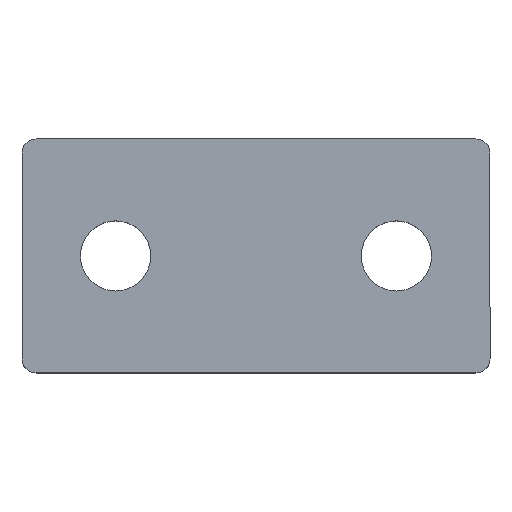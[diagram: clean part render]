
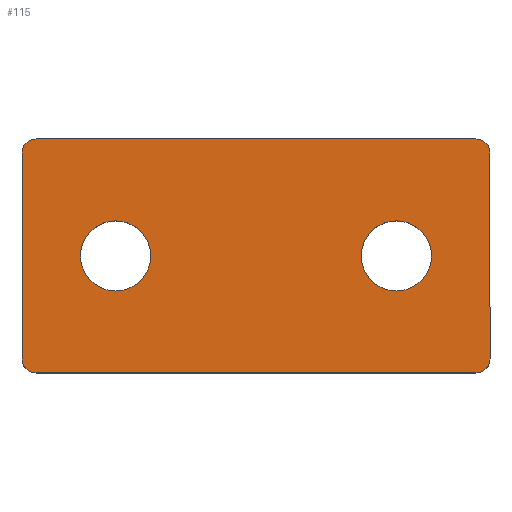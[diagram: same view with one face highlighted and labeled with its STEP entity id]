
A CAD part, top view. The second image highlights one B-rep face of the part: STEP entity #115.
In plain terms, the highlighted planar face has unit normal (0, 0, 1).
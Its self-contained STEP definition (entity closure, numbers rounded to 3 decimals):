
#2 = ORIENTED_EDGE ( 'NONE', *, *, #213, .F. ) ;
#6 = CARTESIAN_POINT ( 'NONE',  ( -30., 0., 3. ) ) ;
#8 = AXIS2_PLACEMENT_3D ( 'NONE', #6, #492, #325 ) ;
#10 = CARTESIAN_POINT ( 'NONE',  ( -47., 22., 3. ) ) ;
#11 = DIRECTION ( 'NONE',  ( 0., 0., 1. ) ) ;
#12 = CARTESIAN_POINT ( 'NONE',  ( 30., 0., 3. ) ) ;
#15 = CARTESIAN_POINT ( 'NONE',  ( 22.5, 0., 3. ) ) ;
#21 = VERTEX_POINT ( 'NONE', #116 ) ;
#23 = ORIENTED_EDGE ( 'NONE', *, *, #467, .T. ) ;
#24 = CIRCLE ( 'NONE', #8, 7.5 ) ;
#30 = DIRECTION ( 'NONE',  ( 1., 0., 0. ) ) ;
#34 = VECTOR ( 'NONE', #466, 1000. ) ;
#39 = CIRCLE ( 'NONE', #147, 3. ) ;
#40 = EDGE_CURVE ( 'NONE', #385, #449, #192, .T. ) ;
#56 = VERTEX_POINT ( 'NONE', #395 ) ;
#57 = CARTESIAN_POINT ( 'NONE',  ( -22.5, 0., 3. ) ) ;
#59 = VERTEX_POINT ( 'NONE', #276 ) ;
#68 = EDGE_CURVE ( 'NONE', #472, #187, #71, .T. ) ;
#71 = LINE ( 'NONE', #402, #494 ) ;
#76 = AXIS2_PLACEMENT_3D ( 'NONE', #218, #84, #460 ) ;
#79 = CARTESIAN_POINT ( 'NONE',  ( -37.5, 0., 3. ) ) ;
#80 = LINE ( 'NONE', #369, #454 ) ;
#83 = AXIS2_PLACEMENT_3D ( 'NONE', #160, #443, #359 ) ;
#84 = DIRECTION ( 'NONE',  ( 0., 0., -1. ) ) ;
#85 = DIRECTION ( 'NONE',  ( 0., 0., 1. ) ) ;
#86 = EDGE_CURVE ( 'NONE', #56, #21, #39, .T. ) ;
#96 = EDGE_CURVE ( 'NONE', #385, #21, #80, .T. ) ;
#109 = EDGE_CURVE ( 'NONE', #391, #472, #473, .T. ) ;
#110 = DIRECTION ( 'NONE',  ( 0., 0., 1. ) ) ;
#115 = ADVANCED_FACE ( 'NONE', ( #412, #462, #333 ), #170, .F. ) ;
#116 = CARTESIAN_POINT ( 'NONE',  ( 50., -22., 3. ) ) ;
#120 = CARTESIAN_POINT ( 'NONE',  ( -47., 25., 3. ) ) ;
#122 = CARTESIAN_POINT ( 'NONE',  ( 50., 22., 3. ) ) ;
#127 = CARTESIAN_POINT ( 'NONE',  ( -50., -22., 3. ) ) ;
#130 = EDGE_CURVE ( 'NONE', #138, #59, #259, .T. ) ;
#132 = CARTESIAN_POINT ( 'NONE',  ( 50., 25., 3. ) ) ;
#138 = VERTEX_POINT ( 'NONE', #15 ) ;
#144 = ORIENTED_EDGE ( 'NONE', *, *, #68, .T. ) ;
#147 = AXIS2_PLACEMENT_3D ( 'NONE', #239, #404, #451 ) ;
#160 = CARTESIAN_POINT ( 'NONE',  ( -47., -22., 3. ) ) ;
#163 = AXIS2_PLACEMENT_3D ( 'NONE', #12, #85, #166 ) ;
#166 = DIRECTION ( 'NONE',  ( 1., 0., 0. ) ) ;
#170 = PLANE ( 'NONE',  #76 ) ;
#172 = LINE ( 'NONE', #499, #34 ) ;
#175 = VECTOR ( 'NONE', #258, 1000. ) ;
#178 = VERTEX_POINT ( 'NONE', #254 ) ;
#183 = CIRCLE ( 'NONE', #238, 7.5 ) ;
#184 = EDGE_LOOP ( 'NONE', ( #280, #519 ) ) ;
#187 = VERTEX_POINT ( 'NONE', #127 ) ;
#188 = DIRECTION ( 'NONE',  ( 0., 0., 1. ) ) ;
#192 = CIRCLE ( 'NONE', #210, 3. ) ;
#205 = DIRECTION ( 'NONE',  ( -1., 0., 0. ) ) ;
#210 = AXIS2_PLACEMENT_3D ( 'NONE', #362, #110, #365 ) ;
#213 = EDGE_CURVE ( 'NONE', #56, #178, #172, .T. ) ;
#218 = CARTESIAN_POINT ( 'NONE',  ( 50., -25., 3. ) ) ;
#221 = DIRECTION ( 'NONE',  ( 1., 0., 0. ) ) ;
#233 = ORIENTED_EDGE ( 'NONE', *, *, #40, .T. ) ;
#238 = AXIS2_PLACEMENT_3D ( 'NONE', #477, #188, #30 ) ;
#239 = CARTESIAN_POINT ( 'NONE',  ( 47., -22., 3. ) ) ;
#254 = CARTESIAN_POINT ( 'NONE',  ( -47., -25., 3. ) ) ;
#258 = DIRECTION ( 'NONE',  ( -1., 0., 0. ) ) ;
#259 = CIRCLE ( 'NONE', #163, 7.5 ) ;
#261 = EDGE_CURVE ( 'NONE', #380, #428, #183, .T. ) ;
#272 = ORIENTED_EDGE ( 'NONE', *, *, #371, .T. ) ;
#276 = CARTESIAN_POINT ( 'NONE',  ( 37.5, 0., 3. ) ) ;
#277 = AXIS2_PLACEMENT_3D ( 'NONE', #10, #493, #205 ) ;
#280 = ORIENTED_EDGE ( 'NONE', *, *, #361, .F. ) ;
#281 = DIRECTION ( 'NONE',  ( 0., -1., 0. ) ) ;
#285 = AXIS2_PLACEMENT_3D ( 'NONE', #320, #11, #221 ) ;
#293 = CIRCLE ( 'NONE', #83, 3. ) ;
#320 = CARTESIAN_POINT ( 'NONE',  ( 30., 0., 3. ) ) ;
#325 = DIRECTION ( 'NONE',  ( 1., 0., 0. ) ) ;
#329 = CARTESIAN_POINT ( 'NONE',  ( -50., 22., 3. ) ) ;
#333 = FACE_OUTER_BOUND ( 'NONE', #374, .T. ) ;
#338 = LINE ( 'NONE', #132, #175 ) ;
#350 = ORIENTED_EDGE ( 'NONE', *, *, #96, .F. ) ;
#359 = DIRECTION ( 'NONE',  ( -1., 0., 0. ) ) ;
#361 = EDGE_CURVE ( 'NONE', #428, #380, #24, .T. ) ;
#362 = CARTESIAN_POINT ( 'NONE',  ( 47., 22., 3. ) ) ;
#365 = DIRECTION ( 'NONE',  ( -1., 0., 0. ) ) ;
#369 = CARTESIAN_POINT ( 'NONE',  ( 50., -25., 3. ) ) ;
#371 = EDGE_CURVE ( 'NONE', #187, #178, #293, .T. ) ;
#372 = CARTESIAN_POINT ( 'NONE',  ( 47., 25., 3. ) ) ;
#374 = EDGE_LOOP ( 'NONE', ( #23, #378, #144, #272, #2, #463, #350, #233 ) ) ;
#377 = EDGE_CURVE ( 'NONE', #59, #138, #387, .T. ) ;
#378 = ORIENTED_EDGE ( 'NONE', *, *, #109, .T. ) ;
#380 = VERTEX_POINT ( 'NONE', #79 ) ;
#385 = VERTEX_POINT ( 'NONE', #122 ) ;
#387 = CIRCLE ( 'NONE', #285, 7.5 ) ;
#391 = VERTEX_POINT ( 'NONE', #120 ) ;
#395 = CARTESIAN_POINT ( 'NONE',  ( 47., -25., 3. ) ) ;
#402 = CARTESIAN_POINT ( 'NONE',  ( -50., -25., 3. ) ) ;
#404 = DIRECTION ( 'NONE',  ( 0., 0., 1. ) ) ;
#410 = DIRECTION ( 'NONE',  ( 0., -1., 0. ) ) ;
#412 = FACE_BOUND ( 'NONE', #184, .T. ) ;
#428 = VERTEX_POINT ( 'NONE', #57 ) ;
#440 = ORIENTED_EDGE ( 'NONE', *, *, #130, .F. ) ;
#443 = DIRECTION ( 'NONE',  ( 0., 0., 1. ) ) ;
#449 = VERTEX_POINT ( 'NONE', #372 ) ;
#451 = DIRECTION ( 'NONE',  ( -1., 0., 0. ) ) ;
#454 = VECTOR ( 'NONE', #410, 1000. ) ;
#460 = DIRECTION ( 'NONE',  ( -1., 0., 0. ) ) ;
#462 = FACE_BOUND ( 'NONE', #515, .T. ) ;
#463 = ORIENTED_EDGE ( 'NONE', *, *, #86, .T. ) ;
#466 = DIRECTION ( 'NONE',  ( -1., 0., 0. ) ) ;
#467 = EDGE_CURVE ( 'NONE', #449, #391, #338, .T. ) ;
#472 = VERTEX_POINT ( 'NONE', #329 ) ;
#473 = CIRCLE ( 'NONE', #277, 3. ) ;
#477 = CARTESIAN_POINT ( 'NONE',  ( -30., 0., 3. ) ) ;
#491 = ORIENTED_EDGE ( 'NONE', *, *, #377, .F. ) ;
#492 = DIRECTION ( 'NONE',  ( 0., 0., 1. ) ) ;
#493 = DIRECTION ( 'NONE',  ( 0., 0., 1. ) ) ;
#494 = VECTOR ( 'NONE', #281, 1000. ) ;
#499 = CARTESIAN_POINT ( 'NONE',  ( 50., -25., 3. ) ) ;
#515 = EDGE_LOOP ( 'NONE', ( #491, #440 ) ) ;
#519 = ORIENTED_EDGE ( 'NONE', *, *, #261, .F. ) ;
